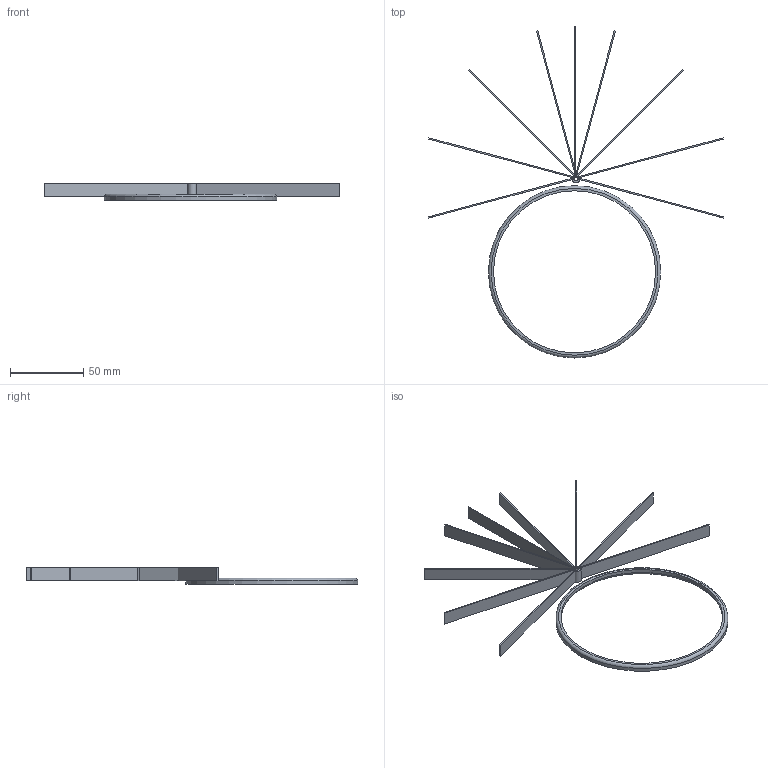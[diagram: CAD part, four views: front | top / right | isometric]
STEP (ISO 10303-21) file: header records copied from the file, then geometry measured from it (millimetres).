
FILE_DESCRIPTION(('HOOPS Exchange Step'),'2;1');
FILE_NAME('temp_export','2023-08-14T21:34:21+19:00',('mobile'),('Shapr3D Limited'),'HOOPS Exchange 2023.1','Shapr3D','Authorized');
FILE_SCHEMA( ('AUTOMOTIVE_DESIGN { 1 0 10303 214 1 1 1 1 }') );
Length unit declared in the file: millimetre
Products named in the file (3): Folder 02; Imported; root
Assembly tree (2 placements, depth 2):
  root
    Folder 02
    Imported
Bounding box: 202.42 x 227.33 x 11.59 mm (x, y, z)
Volume: 12337 mm3; surface area: 24010.3 mm2
Topology: 11 solids, 11 shells, 64 faces, 132 edges, 90 vertices
Faces by surface type: plane 58, cylinder 4, torus 2
Full cylindrical faces by diameter (mm): 2.522 x1, 5.58 x1, 111 x1, 118 x1
Entity records: 1746 total; most frequent: CARTESIAN_POINT 289, DIRECTION 286, ORIENTED_EDGE 264, EDGE_CURVE 132, VECTOR 112, LINE 112, VERTEX_POINT 90, AXIS2_PLACEMENT_3D 87
